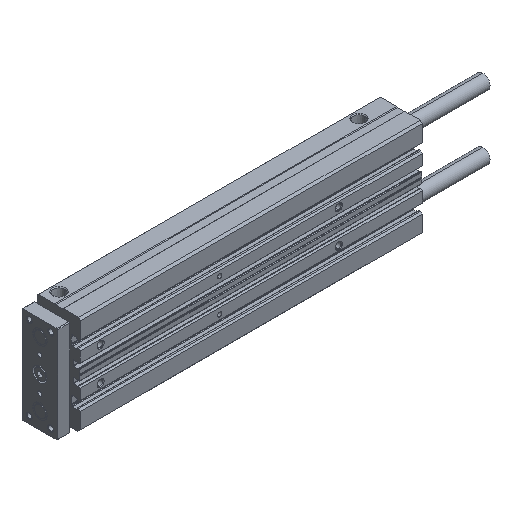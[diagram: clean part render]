
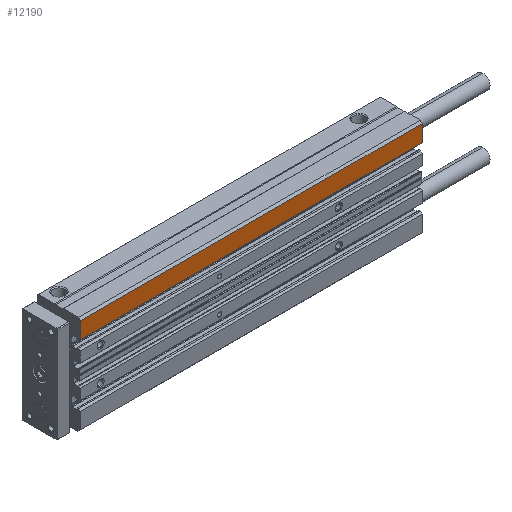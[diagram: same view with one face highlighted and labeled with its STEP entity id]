
A CAD part, isometric view. The second image highlights one B-rep face of the part: STEP entity #12190.
In plain terms, the highlighted planar face has unit normal (0, -1, 0).
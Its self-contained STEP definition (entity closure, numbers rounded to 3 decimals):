
#289 = CARTESIAN_POINT ( 'NONE',  ( 0., -18., 26. ) ) ;
#331 = ORIENTED_EDGE ( 'NONE', *, *, #6105, .T. ) ;
#1049 = VERTEX_POINT ( 'NONE', #12264 ) ;
#1222 = CARTESIAN_POINT ( 'NONE',  ( 0., -18., 26. ) ) ;
#1688 = CARTESIAN_POINT ( 'NONE',  ( 0., -18., 39.9 ) ) ;
#2150 = ORIENTED_EDGE ( 'NONE', *, *, #3336, .T. ) ;
#2185 = LINE ( 'NONE', #289, #10504 ) ;
#2287 = LINE ( 'NONE', #11687, #5336 ) ;
#2669 = VERTEX_POINT ( 'NONE', #12032 ) ;
#2833 = ORIENTED_EDGE ( 'NONE', *, *, #4737, .F. ) ;
#3016 = DIRECTION ( 'NONE',  ( 0., 0., -1. ) ) ;
#3336 = EDGE_CURVE ( 'NONE', #8512, #2669, #11568, .T. ) ;
#3548 = CARTESIAN_POINT ( 'NONE',  ( 287., -18., 26. ) ) ;
#4027 = LINE ( 'NONE', #5962, #12393 ) ;
#4737 = EDGE_CURVE ( 'NONE', #8948, #2669, #2185, .T. ) ;
#5115 = AXIS2_PLACEMENT_3D ( 'NONE', #5969, #8788, #9660 ) ;
#5336 = VECTOR ( 'NONE', #7064, 1000. ) ;
#5962 = CARTESIAN_POINT ( 'NONE',  ( 287., -18., 0. ) ) ;
#5969 = CARTESIAN_POINT ( 'NONE',  ( 0., -18., 26. ) ) ;
#6105 = EDGE_CURVE ( 'NONE', #1049, #8512, #2287, .T. ) ;
#7064 = DIRECTION ( 'NONE',  ( -1., 0., 0. ) ) ;
#7219 = VECTOR ( 'NONE', #9748, 1000. ) ;
#7429 = ORIENTED_EDGE ( 'NONE', *, *, #8288, .F. ) ;
#7956 = DIRECTION ( 'NONE',  ( -1., 0., 0. ) ) ;
#8288 = EDGE_CURVE ( 'NONE', #1049, #8948, #4027, .T. ) ;
#8512 = VERTEX_POINT ( 'NONE', #1688 ) ;
#8788 = DIRECTION ( 'NONE',  ( 0., -1., 0. ) ) ;
#8948 = VERTEX_POINT ( 'NONE', #3548 ) ;
#9596 = EDGE_LOOP ( 'NONE', ( #2150, #2833, #7429, #331 ) ) ;
#9660 = DIRECTION ( 'NONE',  ( 0., 0., -1. ) ) ;
#9748 = DIRECTION ( 'NONE',  ( 0., 0., -1. ) ) ;
#10504 = VECTOR ( 'NONE', #7956, 1000. ) ;
#11568 = LINE ( 'NONE', #1222, #7219 ) ;
#11606 = PLANE ( 'NONE',  #5115 ) ;
#11687 = CARTESIAN_POINT ( 'NONE',  ( 0., -18., 39.9 ) ) ;
#11791 = FACE_OUTER_BOUND ( 'NONE', #9596, .T. ) ;
#12032 = CARTESIAN_POINT ( 'NONE',  ( 0., -18., 26. ) ) ;
#12190 = ADVANCED_FACE ( 'NONE', ( #11791 ), #11606, .T. ) ;
#12264 = CARTESIAN_POINT ( 'NONE',  ( 287., -18., 39.9 ) ) ;
#12393 = VECTOR ( 'NONE', #3016, 1000. ) ;
